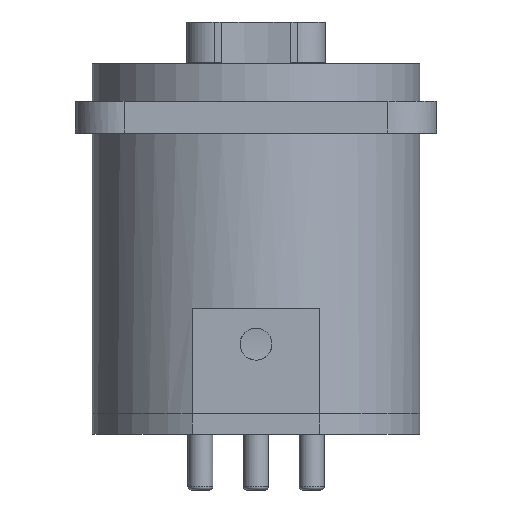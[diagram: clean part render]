
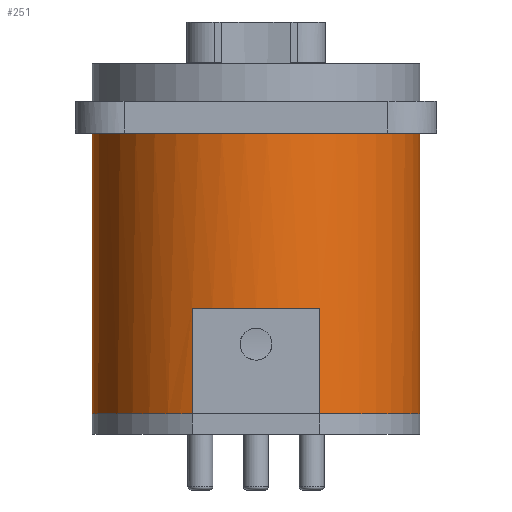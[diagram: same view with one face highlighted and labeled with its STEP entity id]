
A CAD part, front view. The second image highlights one B-rep face of the part: STEP entity #251.
In plain terms, the highlighted cylindrical face has radius 11.8 mm (diameter 23.6 mm), a partial arc.
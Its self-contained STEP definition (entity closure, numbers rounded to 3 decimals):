
#251=ADVANCED_FACE('',(#390),#2281,.T.);
#390=FACE_OUTER_BOUND('',#540,.T.);
#540=EDGE_LOOP('',(#902,#903,#904,#905,#906,#907,#908,#909));
#902=ORIENTED_EDGE('',*,*,#1577,.T.);
#903=ORIENTED_EDGE('',*,*,#1583,.T.);
#904=ORIENTED_EDGE('',*,*,#1456,.T.);
#905=ORIENTED_EDGE('',*,*,#1455,.T.);
#906=ORIENTED_EDGE('',*,*,#1578,.T.);
#907=ORIENTED_EDGE('',*,*,#1440,.F.);
#908=ORIENTED_EDGE('',*,*,#1454,.F.);
#909=ORIENTED_EDGE('',*,*,#1582,.F.);
#1440=EDGE_CURVE('',#2102,#2195,#1850,.T.);
#1454=EDGE_CURVE('',#2103,#2102,#1751,.T.);
#1455=EDGE_CURVE('',#2117,#2198,#1857,.T.);
#1456=EDGE_CURVE('',#2116,#2117,#1752,.T.);
#1577=EDGE_CURVE('',#2196,#2197,#1787,.T.);
#1578=EDGE_CURVE('',#2198,#2195,#1788,.T.);
#1582=EDGE_CURVE('',#2196,#2103,#1947,.T.);
#1583=EDGE_CURVE('',#2197,#2116,#1948,.T.);
#1751=(
BOUNDED_CURVE()
B_SPLINE_CURVE(2,(#3733,#3734,#3735,#3736,#3737),.UNSPECIFIED.,.F.,.F.)
B_SPLINE_CURVE_WITH_KNOTS((3,2,3),(0.,18.535,37.071),
 .UNSPECIFIED.)
CURVE()
GEOMETRIC_REPRESENTATION_ITEM()
RATIONAL_B_SPLINE_CURVE((1.,0.707,1.,0.707,1.))
REPRESENTATION_ITEM('')
);
#1752=(
BOUNDED_CURVE()
B_SPLINE_CURVE(2,(#3740,#3741,#3742),.UNSPECIFIED.,.F.,.F.)
B_SPLINE_CURVE_WITH_KNOTS((3,3),(-9.451,0.),.UNSPECIFIED.)
CURVE()
GEOMETRIC_REPRESENTATION_ITEM()
RATIONAL_B_SPLINE_CURVE((1.,0.921,1.))
REPRESENTATION_ITEM('')
);
#1787=(
BOUNDED_CURVE()
B_SPLINE_CURVE(2,(#4039,#4040,#4041),.UNSPECIFIED.,.F.,.F.)
B_SPLINE_CURVE_WITH_KNOTS((3,3),(1.571,2.741),
 .UNSPECIFIED.)
CURVE()
GEOMETRIC_REPRESENTATION_ITEM()
RATIONAL_B_SPLINE_CURVE((1.,0.834,1.))
REPRESENTATION_ITEM('')
);
#1788=(
BOUNDED_CURVE()
B_SPLINE_CURVE(2,(#4042,#4043,#4044),.UNSPECIFIED.,.F.,.F.)
B_SPLINE_CURVE_WITH_KNOTS((3,3),(3.542,4.712),
 .UNSPECIFIED.)
CURVE()
GEOMETRIC_REPRESENTATION_ITEM()
RATIONAL_B_SPLINE_CURVE((1.,0.834,1.))
REPRESENTATION_ITEM('')
);
#1850=B_SPLINE_CURVE_WITH_KNOTS('',1,(#3662,#3663),.UNSPECIFIED.,.F.,.F.,
(2,2),(-21.7,-1.5),.UNSPECIFIED.);
#1857=B_SPLINE_CURVE_WITH_KNOTS('',1,(#3738,#3739),.UNSPECIFIED.,.F.,.F.,
(2,2),(-9.1,-1.5),.UNSPECIFIED.);
#1947=B_SPLINE_CURVE_WITH_KNOTS('',1,(#4051,#4052),.UNSPECIFIED.,.F.,.F.,
(2,2),(-20.2,0.),.UNSPECIFIED.);
#1948=B_SPLINE_CURVE_WITH_KNOTS('',1,(#4053,#4054),.UNSPECIFIED.,.F.,.F.,
(2,2),(-7.6,0.),.UNSPECIFIED.);
#2102=VERTEX_POINT('',#3431);
#2103=VERTEX_POINT('',#3432);
#2116=VERTEX_POINT('',#3445);
#2117=VERTEX_POINT('',#3446);
#2195=VERTEX_POINT('',#3524);
#2196=VERTEX_POINT('',#3525);
#2197=VERTEX_POINT('',#3526);
#2198=VERTEX_POINT('',#3527);
#2281=CYLINDRICAL_SURFACE('',#2427,11.8);
#2427=AXIS2_PLACEMENT_3D('',#3359,#2538,$);
#2538=DIRECTION('',(0.,0.,1.));
#3359=CARTESIAN_POINT('',(0.,0.,10.85));
#3431=CARTESIAN_POINT('',(11.8,0.,21.7));
#3432=CARTESIAN_POINT('',(-11.8,0.,21.7));
#3445=CARTESIAN_POINT('',(-4.6,-10.866,9.1));
#3446=CARTESIAN_POINT('',(4.6,-10.866,9.1));
#3524=CARTESIAN_POINT('',(11.8,0.,1.5));
#3525=CARTESIAN_POINT('',(-11.8,0.,1.5));
#3526=CARTESIAN_POINT('',(-4.6,-10.866,1.5));
#3527=CARTESIAN_POINT('',(4.6,-10.866,1.5));
#3662=CARTESIAN_POINT('',(11.8,0.,21.7));
#3663=CARTESIAN_POINT('',(11.8,0.,1.5));
#3733=CARTESIAN_POINT('',(-11.8,0.,21.7));
#3734=CARTESIAN_POINT('',(-11.8,-11.8,21.7));
#3735=CARTESIAN_POINT('',(0.,-11.8,21.7));
#3736=CARTESIAN_POINT('',(11.8,-11.8,21.7));
#3737=CARTESIAN_POINT('',(11.8,0.,21.7));
#3738=CARTESIAN_POINT('',(4.6,-10.866,9.1));
#3739=CARTESIAN_POINT('',(4.6,-10.866,1.5));
#3740=CARTESIAN_POINT('',(-4.6,-10.866,9.1));
#3741=CARTESIAN_POINT('',(0.,-12.814,9.1));
#3742=CARTESIAN_POINT('',(4.6,-10.866,9.1));
#4039=CARTESIAN_POINT('',(-11.8,0.,1.5));
#4040=CARTESIAN_POINT('',(-11.8,-7.819,1.5));
#4041=CARTESIAN_POINT('',(-4.6,-10.866,1.5));
#4042=CARTESIAN_POINT('',(4.6,-10.866,1.5));
#4043=CARTESIAN_POINT('',(11.8,-7.819,1.5));
#4044=CARTESIAN_POINT('',(11.8,0.,1.5));
#4051=CARTESIAN_POINT('',(-11.8,0.,1.5));
#4052=CARTESIAN_POINT('',(-11.8,0.,21.7));
#4053=CARTESIAN_POINT('',(-4.6,-10.866,1.5));
#4054=CARTESIAN_POINT('',(-4.6,-10.866,9.1));
